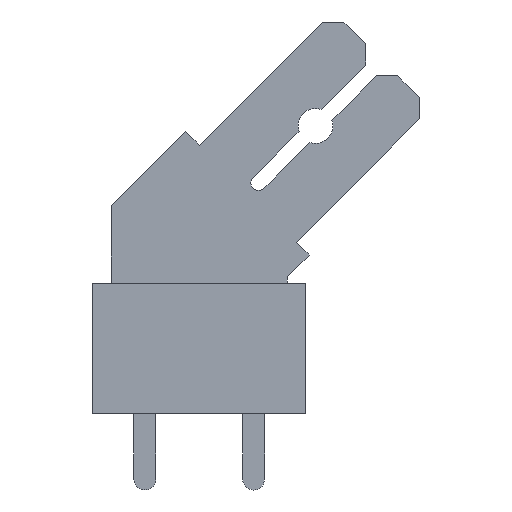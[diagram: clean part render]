
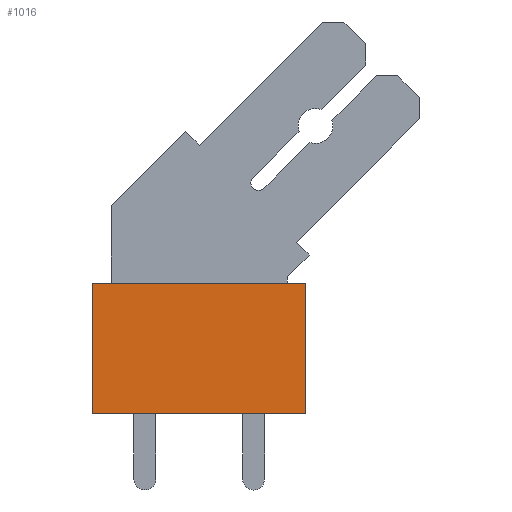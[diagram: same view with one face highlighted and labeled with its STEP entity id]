
A CAD part, left-side view. The second image highlights one B-rep face of the part: STEP entity #1016.
In plain terms, the highlighted planar face has unit normal (-1, 0, 0).
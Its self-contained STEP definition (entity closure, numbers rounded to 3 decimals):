
#989=AXIS2_PLACEMENT_3D('Plane Axis2P3D',#986,#987,#988) ;
#49=CARTESIAN_POINT('Vertex',(0.,5.212,3.5)) ;
#52=CARTESIAN_POINT('Line Origine',(0.,10.112,3.5)) ;
#56=CARTESIAN_POINT('Vertex',(0.,15.012,3.5)) ;
#986=CARTESIAN_POINT('Axis2P3D Location',(0.,0.,0.)) ;
#991=CARTESIAN_POINT('Line Origine',(0.,10.112,9.5)) ;
#995=CARTESIAN_POINT('Vertex',(0.,5.212,9.5)) ;
#997=CARTESIAN_POINT('Vertex',(0.,15.012,9.5)) ;
#1000=CARTESIAN_POINT('Line Origine',(0.,15.012,6.5)) ;
#1005=CARTESIAN_POINT('Line Origine',(0.,5.212,6.5)) ;
#53=DIRECTION('Vector Direction',(0.,1.,0.)) ;
#987=DIRECTION('Axis2P3D Direction',(-1.,0.,0.)) ;
#988=DIRECTION('Axis2P3D XDirection',(0.,0.,1.)) ;
#992=DIRECTION('Vector Direction',(0.,-1.,0.)) ;
#1001=DIRECTION('Vector Direction',(0.,0.,1.)) ;
#1006=DIRECTION('Vector Direction',(0.,0.,-1.)) ;
#54=VECTOR('Line Direction',#53,1.) ;
#993=VECTOR('Line Direction',#992,1.) ;
#1002=VECTOR('Line Direction',#1001,1.) ;
#1007=VECTOR('Line Direction',#1006,1.) ;
#1011=ORIENTED_EDGE('',*,*,#999,.T.) ;
#1012=ORIENTED_EDGE('',*,*,#1004,.T.) ;
#1013=ORIENTED_EDGE('',*,*,#58,.T.) ;
#1014=ORIENTED_EDGE('',*,*,#1009,.T.) ;
#1016=ADVANCED_FACE('_PCF 5.00/19/135 3.5 OR 9511960000',(#1015),#990,.T.) ;
#58=EDGE_CURVE('',#57,#50,#55,.F.) ;
#999=EDGE_CURVE('',#996,#998,#994,.F.) ;
#1004=EDGE_CURVE('',#998,#57,#1003,.F.) ;
#1009=EDGE_CURVE('',#50,#996,#1008,.F.) ;
#1010=EDGE_LOOP('',(#1011,#1012,#1013,#1014)) ;
#1015=FACE_OUTER_BOUND('',#1010,.T.) ;
#55=LINE('Line',#52,#54) ;
#994=LINE('Line',#991,#993) ;
#1003=LINE('Line',#1000,#1002) ;
#1008=LINE('Line',#1005,#1007) ;
#990=PLANE('',#989) ;
#50=VERTEX_POINT('',#49) ;
#57=VERTEX_POINT('',#56) ;
#996=VERTEX_POINT('',#995) ;
#998=VERTEX_POINT('',#997) ;
